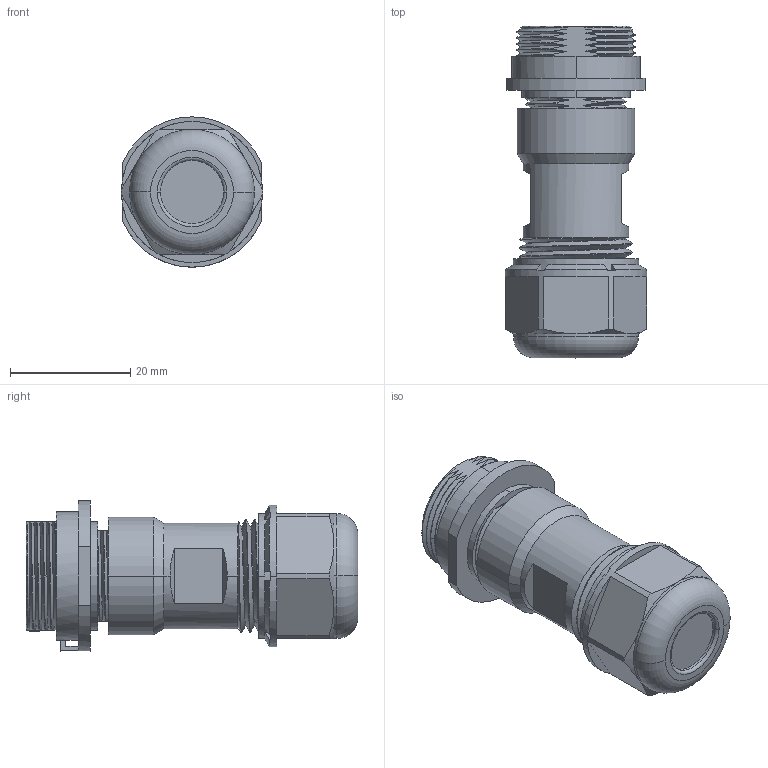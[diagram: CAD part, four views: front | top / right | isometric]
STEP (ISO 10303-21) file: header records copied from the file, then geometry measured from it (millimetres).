
FILE_DESCRIPTION((''),'2;1');
FILE_NAME('PRT0001','2022-05-26T',('Administrator'),(''),'CREO PARAMETRIC BY PTC INC, 2016130','CREO PARAMETRIC BY PTC INC, 2016130','');
FILE_SCHEMA(('AUTOMOTIVE_DESIGN { 1 0 10303 214 1 1 1 1 }'));
Length unit declared in the file: millimetre
Products named in the file (1): PRT0001
Bounding box: 23.5 x 55.2 x 25 mm (x, y, z)
Volume: 15801.7 mm3; surface area: 6126.8 mm2
Topology: 1 solids, 1 shells, 202 faces, 556 edges, 365 vertices
Faces by surface type: plane 77, cylinder 57, bspline 39, cone 23, torus 6
Entity records: 9597 total; most frequent: CARTESIAN_POINT 4730, ORIENTED_EDGE 1112, DIRECTION 836, EDGE_CURVE 556, VERTEX_POINT 365, AXIS2_PLACEMENT_3D 306, VECTOR 224, LINE 224
